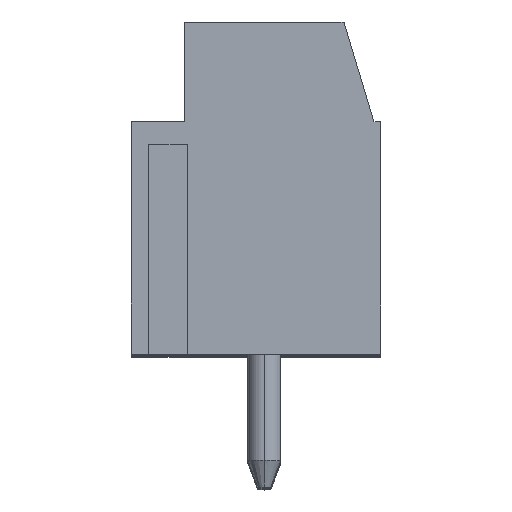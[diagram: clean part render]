
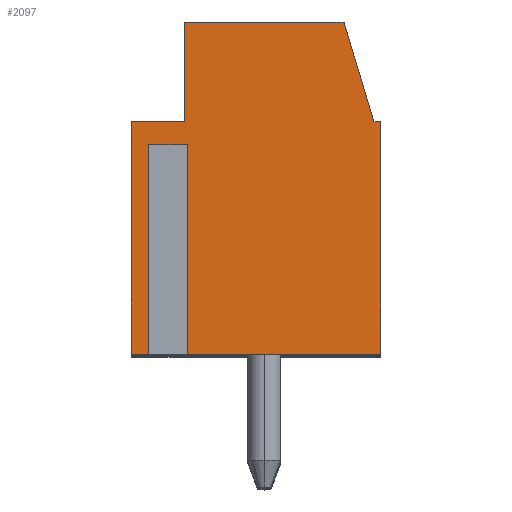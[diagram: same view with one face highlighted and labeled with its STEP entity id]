
A CAD part, top view. The second image highlights one B-rep face of the part: STEP entity #2097.
In plain terms, the highlighted planar face has unit normal (0, 0, 1).
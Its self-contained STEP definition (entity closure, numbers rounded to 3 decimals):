
#22 = EDGE_LOOP ( 'NONE', ( #1196, #343, #1437, #1410, #560, #1833, #365, #1488, #1541, #614, #2084, #608 ) ) ;
#33 = VECTOR ( 'NONE', #706, 1000. ) ;
#39 = CARTESIAN_POINT ( 'NONE',  ( -609.762, -507.614, 0. ) ) ;
#60 = LINE ( 'NONE', #786, #947 ) ;
#84 = LINE ( 'NONE', #542, #33 ) ;
#88 = CARTESIAN_POINT ( 'NONE',  ( 0., 0., 0. ) ) ;
#119 = CARTESIAN_POINT ( 'NONE',  ( -609.687, 0., 0. ) ) ;
#142 = VERTEX_POINT ( 'NONE', #923 ) ;
#151 = VECTOR ( 'NONE', #534, 1000. ) ;
#160 = VERTEX_POINT ( 'NONE', #936 ) ;
#176 = VERTEX_POINT ( 'NONE', #1193 ) ;
#206 = VERTEX_POINT ( 'NONE', #581 ) ;
#207 = LINE ( 'NONE', #1981, #642 ) ;
#217 = CARTESIAN_POINT ( 'NONE',  ( 0., -517.614, 0. ) ) ;
#256 = VECTOR ( 'NONE', #1513, 1000. ) ;
#260 = VECTOR ( 'NONE', #805, 1000. ) ;
#267 = PLANE ( 'NONE',  #273 ) ;
#273 = AXIS2_PLACEMENT_3D ( 'NONE', #88, #1243, #274 ) ;
#274 = DIRECTION ( 'NONE',  ( 1., 0., 0. ) ) ;
#303 = DIRECTION ( 'NONE',  ( 0., -1., 0. ) ) ;
#342 = CARTESIAN_POINT ( 'NONE',  ( -610.837, -511.314, 0. ) ) ;
#343 = ORIENTED_EDGE ( 'NONE', *, *, #1805, .T. ) ;
#354 = VERTEX_POINT ( 'NONE', #1613 ) ;
#365 = ORIENTED_EDGE ( 'NONE', *, *, #1522, .T. ) ;
#379 = CARTESIAN_POINT ( 'NONE',  ( -611.362, 0., 0. ) ) ;
#476 = VERTEX_POINT ( 'NONE', #600 ) ;
#534 = DIRECTION ( 'NONE',  ( 0., -1., 0. ) ) ;
#535 = VECTOR ( 'NONE', #1360, 1000. ) ;
#542 = CARTESIAN_POINT ( 'NONE',  ( -607.612, -517.614, 0. ) ) ;
#560 = ORIENTED_EDGE ( 'NONE', *, *, #1913, .T. ) ;
#581 = CARTESIAN_POINT ( 'NONE',  ( -609.687, -511.314, 0. ) ) ;
#587 = LINE ( 'NONE', #217, #978 ) ;
#588 = CARTESIAN_POINT ( 'NONE',  ( -604.962, -507.614, 0. ) ) ;
#600 = CARTESIAN_POINT ( 'NONE',  ( -611.362, -510.614, 0. ) ) ;
#608 = ORIENTED_EDGE ( 'NONE', *, *, #1672, .T. ) ;
#614 = ORIENTED_EDGE ( 'NONE', *, *, #1889, .T. ) ;
#642 = VECTOR ( 'NONE', #815, 1000. ) ;
#695 = LINE ( 'NONE', #1293, #260 ) ;
#706 = DIRECTION ( 'NONE',  ( -1., 0., 0. ) ) ;
#715 = LINE ( 'NONE', #119, #1596 ) ;
#757 = CARTESIAN_POINT ( 'NONE',  ( -610.062, -510.614, 0. ) ) ;
#786 = CARTESIAN_POINT ( 'NONE',  ( -603.862, -510.614, 0. ) ) ;
#805 = DIRECTION ( 'NONE',  ( -0.287, 0.958, 0. ) ) ;
#813 = VERTEX_POINT ( 'NONE', #342 ) ;
#815 = DIRECTION ( 'NONE',  ( -1., 0., 0. ) ) ;
#818 = CARTESIAN_POINT ( 'NONE',  ( -609.687, -517.614, 0. ) ) ;
#839 = VECTOR ( 'NONE', #1797, 1000. ) ;
#841 = VERTEX_POINT ( 'NONE', #818 ) ;
#862 = DIRECTION ( 'NONE',  ( 1., 0., 0. ) ) ;
#916 = LINE ( 'NONE', #1976, #1821 ) ;
#923 = CARTESIAN_POINT ( 'NONE',  ( -603.862, -517.614, 0. ) ) ;
#936 = CARTESIAN_POINT ( 'NONE',  ( -610.837, -517.614, 0. ) ) ;
#947 = VECTOR ( 'NONE', #1955, 1000. ) ;
#978 = VECTOR ( 'NONE', #862, 1000. ) ;
#1010 = VERTEX_POINT ( 'NONE', #1180 ) ;
#1117 = DIRECTION ( 'NONE',  ( 1., 0., 0. ) ) ;
#1180 = CARTESIAN_POINT ( 'NONE',  ( -603.862, -510.614, 0. ) ) ;
#1186 = VERTEX_POINT ( 'NONE', #1397 ) ;
#1189 = CARTESIAN_POINT ( 'NONE',  ( -603.862, 0., 0. ) ) ;
#1193 = CARTESIAN_POINT ( 'NONE',  ( -611.362, -517.614, 0. ) ) ;
#1196 = ORIENTED_EDGE ( 'NONE', *, *, #1727, .T. ) ;
#1243 = DIRECTION ( 'NONE',  ( 0., 0., 1. ) ) ;
#1245 = VERTEX_POINT ( 'NONE', #588 ) ;
#1291 = EDGE_CURVE ( 'NONE', #476, #354, #1599, .T. ) ;
#1293 = CARTESIAN_POINT ( 'NONE',  ( -604.062, -510.614, 0. ) ) ;
#1360 = DIRECTION ( 'NONE',  ( 0., 1., 0. ) ) ;
#1397 = CARTESIAN_POINT ( 'NONE',  ( -604.062, -510.614, 0. ) ) ;
#1410 = ORIENTED_EDGE ( 'NONE', *, *, #1862, .T. ) ;
#1437 = ORIENTED_EDGE ( 'NONE', *, *, #1291, .F. ) ;
#1468 = LINE ( 'NONE', #379, #151 ) ;
#1482 = EDGE_CURVE ( 'NONE', #160, #813, #1791, .T. ) ;
#1488 = ORIENTED_EDGE ( 'NONE', *, *, #1575, .T. ) ;
#1513 = DIRECTION ( 'NONE',  ( 0., -1., 0. ) ) ;
#1518 = CARTESIAN_POINT ( 'NONE',  ( -609.762, 0., 0. ) ) ;
#1519 = LINE ( 'NONE', #1518, #256 ) ;
#1522 = EDGE_CURVE ( 'NONE', #813, #206, #916, .T. ) ;
#1541 = ORIENTED_EDGE ( 'NONE', *, *, #1937, .F. ) ;
#1564 = FACE_OUTER_BOUND ( 'NONE', #22, .T. ) ;
#1575 = EDGE_CURVE ( 'NONE', #206, #841, #715, .T. ) ;
#1596 = VECTOR ( 'NONE', #303, 1000. ) ;
#1599 = LINE ( 'NONE', #757, #2046 ) ;
#1601 = EDGE_CURVE ( 'NONE', #1010, #1186, #60, .T. ) ;
#1613 = CARTESIAN_POINT ( 'NONE',  ( -609.762, -510.614, 0. ) ) ;
#1620 = CARTESIAN_POINT ( 'NONE',  ( -610.837, 0., 0. ) ) ;
#1672 = EDGE_CURVE ( 'NONE', #1186, #1245, #695, .T. ) ;
#1727 = EDGE_CURVE ( 'NONE', #1245, #1945, #207, .T. ) ;
#1764 = DIRECTION ( 'NONE',  ( 1., 0., 0. ) ) ;
#1791 = LINE ( 'NONE', #1620, #839 ) ;
#1797 = DIRECTION ( 'NONE',  ( 0., 1., 0. ) ) ;
#1805 = EDGE_CURVE ( 'NONE', #1945, #354, #1519, .T. ) ;
#1821 = VECTOR ( 'NONE', #1117, 1000. ) ;
#1833 = ORIENTED_EDGE ( 'NONE', *, *, #1482, .T. ) ;
#1862 = EDGE_CURVE ( 'NONE', #476, #176, #1468, .T. ) ;
#1865 = LINE ( 'NONE', #1189, #535 ) ;
#1889 = EDGE_CURVE ( 'NONE', #142, #1010, #1865, .T. ) ;
#1913 = EDGE_CURVE ( 'NONE', #176, #160, #587, .T. ) ;
#1937 = EDGE_CURVE ( 'NONE', #142, #841, #84, .T. ) ;
#1945 = VERTEX_POINT ( 'NONE', #39 ) ;
#1955 = DIRECTION ( 'NONE',  ( -1., -0.003, 0. ) ) ;
#1976 = CARTESIAN_POINT ( 'NONE',  ( 0., -511.314, 0. ) ) ;
#1981 = CARTESIAN_POINT ( 'NONE',  ( 0., -507.614, 0. ) ) ;
#2046 = VECTOR ( 'NONE', #1764, 1000. ) ;
#2084 = ORIENTED_EDGE ( 'NONE', *, *, #1601, .T. ) ;
#2097 = ADVANCED_FACE ( 'NONE', ( #1564 ), #267, .T. ) ;
